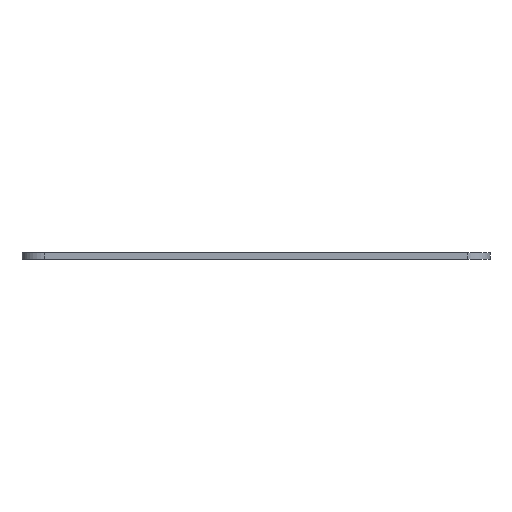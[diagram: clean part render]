
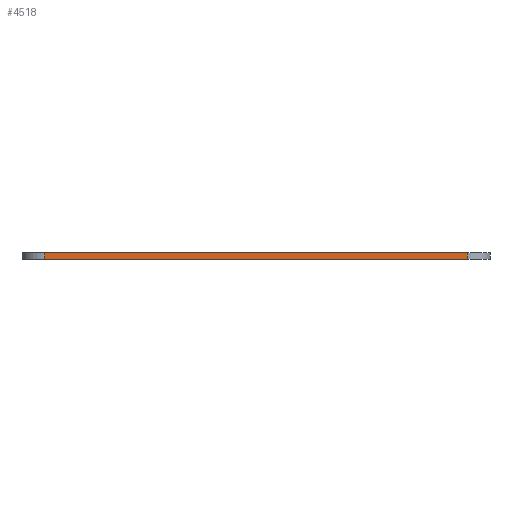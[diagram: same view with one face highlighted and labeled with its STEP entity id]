
A CAD part, left-side view. The second image highlights one B-rep face of the part: STEP entity #4518.
In plain terms, the highlighted planar face has unit normal (-1, 0, 0).
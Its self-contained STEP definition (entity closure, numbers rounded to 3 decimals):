
#588=FACE_OUTER_BOUND('',#848,.T.);
#848=EDGE_LOOP('',(#3789,#3790,#3791,#3792));
#1188=LINE('',#8031,#1602);
#1230=LINE('',#8207,#1644);
#1231=LINE('',#8210,#1645);
#1232=LINE('',#8211,#1646);
#1602=VECTOR('',#5223,10.);
#1644=VECTOR('',#5361,10.);
#1645=VECTOR('',#5364,10.);
#1646=VECTOR('',#5365,10.);
#2048=VERTEX_POINT('',#8009);
#2058=VERTEX_POINT('',#8029);
#2143=VERTEX_POINT('',#8203);
#2145=VERTEX_POINT('',#8209);
#2640=EDGE_CURVE('',#2058,#2048,#1188,.T.);
#2727=EDGE_CURVE('',#2048,#2143,#1230,.T.);
#2728=EDGE_CURVE('',#2145,#2058,#1231,.T.);
#2729=EDGE_CURVE('',#2143,#2145,#1232,.T.);
#3789=ORIENTED_EDGE('',*,*,#2727,.F.);
#3790=ORIENTED_EDGE('',*,*,#2640,.F.);
#3791=ORIENTED_EDGE('',*,*,#2728,.F.);
#3792=ORIENTED_EDGE('',*,*,#2729,.F.);
#4328=PLANE('',#4734);
#4518=ADVANCED_FACE('',(#588),#4328,.T.);
#4734=AXIS2_PLACEMENT_3D('',#8208,#5362,#5363);
#5223=DIRECTION('',(0.,1.,0.));
#5361=DIRECTION('',(0.,0.,1.));
#5362=DIRECTION('center_axis',(-1.,0.,0.));
#5363=DIRECTION('ref_axis',(0.,-1.,0.));
#5364=DIRECTION('',(0.,0.,-1.));
#5365=DIRECTION('',(0.,-1.,0.));
#8009=CARTESIAN_POINT('',(-11.069,11.737,0.));
#8029=CARTESIAN_POINT('',(-11.069,-82.063,0.));
#8031=CARTESIAN_POINT('',(-11.069,-87.063,0.));
#8203=CARTESIAN_POINT('',(-11.069,11.737,1.5));
#8207=CARTESIAN_POINT('',(-11.069,11.737,0.));
#8208=CARTESIAN_POINT('Origin',(-11.069,16.737,0.));
#8209=CARTESIAN_POINT('',(-11.069,-82.063,1.5));
#8210=CARTESIAN_POINT('',(-11.069,-82.063,0.));
#8211=CARTESIAN_POINT('',(-11.069,-87.063,1.5));
